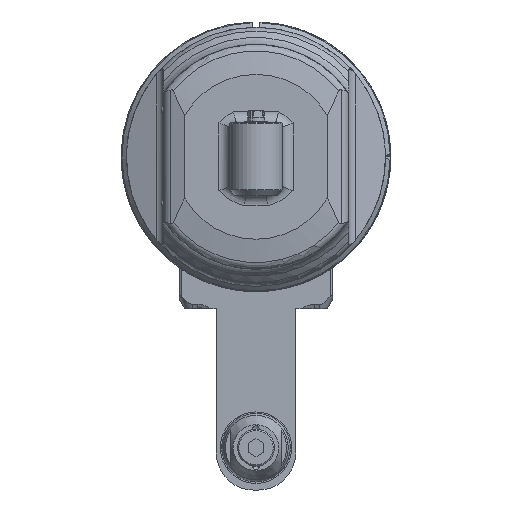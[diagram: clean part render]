
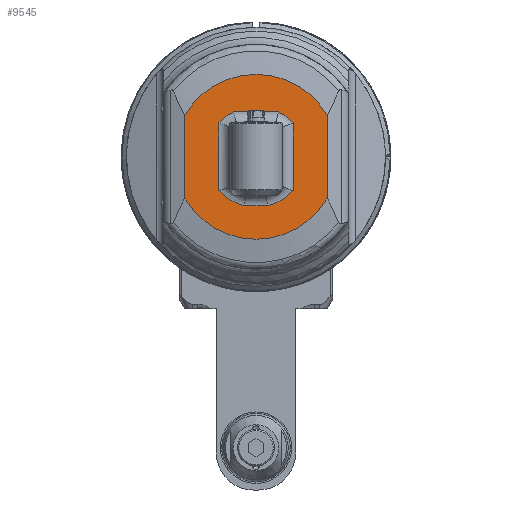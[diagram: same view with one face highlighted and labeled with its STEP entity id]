
A CAD part, front view. The second image highlights one B-rep face of the part: STEP entity #9545.
In plain terms, the highlighted face is planar.
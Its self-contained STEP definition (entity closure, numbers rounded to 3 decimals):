
#830=LINE('',#16997,#1482);
#831=LINE('',#17001,#1483);
#832=LINE('',#17007,#1484);
#833=LINE('',#17011,#1485);
#834=LINE('',#17014,#1486);
#835=LINE('',#17015,#1487);
#1482=VECTOR('',#13012,31.064);
#1483=VECTOR('',#13015,31.064);
#1484=VECTOR('',#13020,8.66);
#1485=VECTOR('',#13023,25.69);
#1486=VECTOR('',#13026,16.971);
#1487=VECTOR('',#13027,25.69);
#1889=FACE_BOUND('',#3191,.T.);
#2086=PLANE('',#10587);
#2563=FACE_OUTER_BOUND('',#3190,.T.);
#3190=EDGE_LOOP('',(#8287,#8288,#8289,#8290));
#3191=EDGE_LOOP('',(#8291,#8292,#8293,#8294,#8295,#8296,#8297,#8298));
#3775=CIRCLE('',#10586,19.);
#3776=CIRCLE('',#10588,31.157);
#3777=CIRCLE('',#10589,31.157);
#3778=CIRCLE('',#10590,19.);
#3779=CIRCLE('',#10591,19.);
#3780=CIRCLE('',#10592,19.);
#4586=VERTEX_POINT('',#16963);
#4587=VERTEX_POINT('',#16964);
#4588=VERTEX_POINT('',#16995);
#4589=VERTEX_POINT('',#16996);
#4590=VERTEX_POINT('',#16998);
#4591=VERTEX_POINT('',#17000);
#4592=VERTEX_POINT('',#17003);
#4593=VERTEX_POINT('',#17004);
#4594=VERTEX_POINT('',#17006);
#4595=VERTEX_POINT('',#17008);
#4596=VERTEX_POINT('',#17010);
#4597=VERTEX_POINT('',#17012);
#5863=EDGE_CURVE('',#4586,#4587,#3775,.T.);
#5866=EDGE_CURVE('',#4588,#4589,#830,.T.);
#5867=EDGE_CURVE('',#4588,#4590,#3776,.T.);
#5868=EDGE_CURVE('',#4591,#4590,#831,.T.);
#5869=EDGE_CURVE('',#4591,#4589,#3777,.T.);
#5870=EDGE_CURVE('',#4592,#4593,#3778,.T.);
#5871=EDGE_CURVE('',#4594,#4593,#832,.T.);
#5872=EDGE_CURVE('',#4594,#4595,#3779,.T.);
#5873=EDGE_CURVE('',#4596,#4595,#833,.T.);
#5874=EDGE_CURVE('',#4596,#4597,#3780,.T.);
#5875=EDGE_CURVE('',#4586,#4597,#834,.T.);
#5876=EDGE_CURVE('',#4592,#4587,#835,.T.);
#8287=ORIENTED_EDGE('',*,*,#5866,.F.);
#8288=ORIENTED_EDGE('',*,*,#5867,.T.);
#8289=ORIENTED_EDGE('',*,*,#5868,.F.);
#8290=ORIENTED_EDGE('',*,*,#5869,.T.);
#8291=ORIENTED_EDGE('',*,*,#5870,.T.);
#8292=ORIENTED_EDGE('',*,*,#5871,.F.);
#8293=ORIENTED_EDGE('',*,*,#5872,.T.);
#8294=ORIENTED_EDGE('',*,*,#5873,.F.);
#8295=ORIENTED_EDGE('',*,*,#5874,.T.);
#8296=ORIENTED_EDGE('',*,*,#5875,.F.);
#8297=ORIENTED_EDGE('',*,*,#5863,.T.);
#8298=ORIENTED_EDGE('',*,*,#5876,.F.);
#9545=ADVANCED_FACE('',(#2563,#1889),#2086,.F.);
#10586=AXIS2_PLACEMENT_3D('',#16965,#13008,#13009);
#10587=AXIS2_PLACEMENT_3D('',#16994,#13010,#13011);
#10588=AXIS2_PLACEMENT_3D('',#16999,#13013,#13014);
#10589=AXIS2_PLACEMENT_3D('',#17002,#13016,#13017);
#10590=AXIS2_PLACEMENT_3D('',#17005,#13018,#13019);
#10591=AXIS2_PLACEMENT_3D('',#17009,#13021,#13022);
#10592=AXIS2_PLACEMENT_3D('',#17013,#13024,#13025);
#13008=DIRECTION('center_axis',(-1.,0.,0.));
#13009=DIRECTION('ref_axis',(0.,-0.895,0.447));
#13010=DIRECTION('center_axis',(-1.,0.,0.));
#13011=DIRECTION('ref_axis',(0.,1.,0.));
#13012=DIRECTION('',(0.,-1.,0.));
#13013=DIRECTION('center_axis',(1.,0.,0.));
#13014=DIRECTION('ref_axis',(0.,0.498,-0.867));
#13015=DIRECTION('',(0.,1.,0.));
#13016=DIRECTION('center_axis',(1.,0.,0.));
#13017=DIRECTION('ref_axis',(0.,-0.498,0.867));
#13018=DIRECTION('center_axis',(-1.,0.,0.));
#13019=DIRECTION('ref_axis',(0.,0.676,0.737));
#13020=DIRECTION('',(0.,0.,1.));
#13021=DIRECTION('center_axis',(-1.,0.,0.));
#13022=DIRECTION('ref_axis',(0.,0.974,-0.228));
#13023=DIRECTION('',(0.,1.,0.));
#13024=DIRECTION('center_axis',(-1.,0.,0.));
#13025=DIRECTION('ref_axis',(0.,-0.676,-0.737));
#13026=DIRECTION('',(0.,0.,-1.));
#13027=DIRECTION('',(0.,-1.,0.));
#16963=CARTESIAN_POINT('',(81.,-17.,8.485));
#16964=CARTESIAN_POINT('',(81.,-12.845,14.));
#16965=CARTESIAN_POINT('Origin',(81.,0.,0.));
#16994=CARTESIAN_POINT('Origin',(81.,-51.,-44.616));
#16995=CARTESIAN_POINT('',(81.,15.532,-27.01));
#16996=CARTESIAN_POINT('',(81.,-15.532,-27.01));
#16997=CARTESIAN_POINT('',(81.,15.532,-27.01));
#16998=CARTESIAN_POINT('',(81.,15.532,27.01));
#16999=CARTESIAN_POINT('Origin',(81.,0.,0.));
#17000=CARTESIAN_POINT('',(81.,-15.532,27.01));
#17001=CARTESIAN_POINT('',(81.,-15.532,27.01));
#17002=CARTESIAN_POINT('Origin',(81.,0.,0.));
#17003=CARTESIAN_POINT('',(81.,12.845,14.));
#17004=CARTESIAN_POINT('',(81.,18.5,4.33));
#17005=CARTESIAN_POINT('Origin',(81.,0.,0.));
#17006=CARTESIAN_POINT('',(81.,18.5,-4.33));
#17007=CARTESIAN_POINT('',(81.,18.5,-4.33));
#17008=CARTESIAN_POINT('',(81.,12.845,-14.));
#17009=CARTESIAN_POINT('Origin',(81.,0.,0.));
#17010=CARTESIAN_POINT('',(81.,-12.845,-14.));
#17011=CARTESIAN_POINT('',(81.,-12.845,-14.));
#17012=CARTESIAN_POINT('',(81.,-17.,-8.485));
#17013=CARTESIAN_POINT('Origin',(81.,0.,0.));
#17014=CARTESIAN_POINT('',(81.,-17.,8.485));
#17015=CARTESIAN_POINT('',(81.,12.845,14.));
